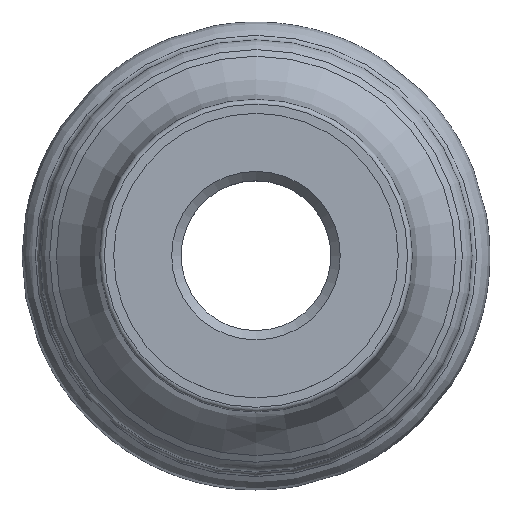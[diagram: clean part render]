
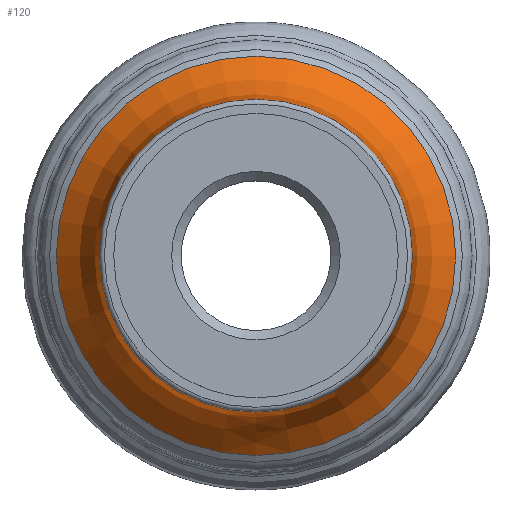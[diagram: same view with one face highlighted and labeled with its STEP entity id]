
A CAD part, top view. The second image highlights one B-rep face of the part: STEP entity #120.
In plain terms, the highlighted toroidal (fillet/blend) face has major radius 55.176 mm and minor radius 21.776 mm.
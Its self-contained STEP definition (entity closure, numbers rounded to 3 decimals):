
#120=ADVANCED_FACE('',(#162,#163),#150,.F.);
#150=TOROIDAL_SURFACE('',#531,55.176,21.776);
#162=FACE_BOUND('',#221,.T.);
#163=FACE_BOUND('',#222,.T.);
#221=EDGE_LOOP('',(#279));
#222=EDGE_LOOP('',(#280));
#279=ORIENTED_EDGE('',*,*,#367,.F.);
#280=ORIENTED_EDGE('',*,*,#368,.T.);
#337=VERTEX_POINT('',#754);
#338=VERTEX_POINT('',#756);
#367=EDGE_CURVE('',#337,#337,#396,.T.);
#368=EDGE_CURVE('',#338,#338,#397,.T.);
#396=CIRCLE('',#529,42.661);
#397=CIRCLE('',#530,33.4);
#529=AXIS2_PLACEMENT_3D('',#753,#611,#612);
#530=AXIS2_PLACEMENT_3D('',#755,#613,#614);
#531=AXIS2_PLACEMENT_3D('',#757,#615,#616);
#611=DIRECTION('',(0.,0.,-1.));
#612=DIRECTION('',(0.,-1.,0.));
#613=DIRECTION('',(0.,0.,-1.));
#614=DIRECTION('',(0.,-1.,0.));
#615=DIRECTION('',(0.,0.,-1.));
#616=DIRECTION('',(0.,1.,0.));
#753=CARTESIAN_POINT('',(0.,0.,-32.86));
#754=CARTESIAN_POINT('',(0.,-42.661,-32.86));
#755=CARTESIAN_POINT('',(0.,0.,-15.04));
#756=CARTESIAN_POINT('',(0.,-33.4,-15.04));
#757=CARTESIAN_POINT('',(0.,0.,-15.04));
